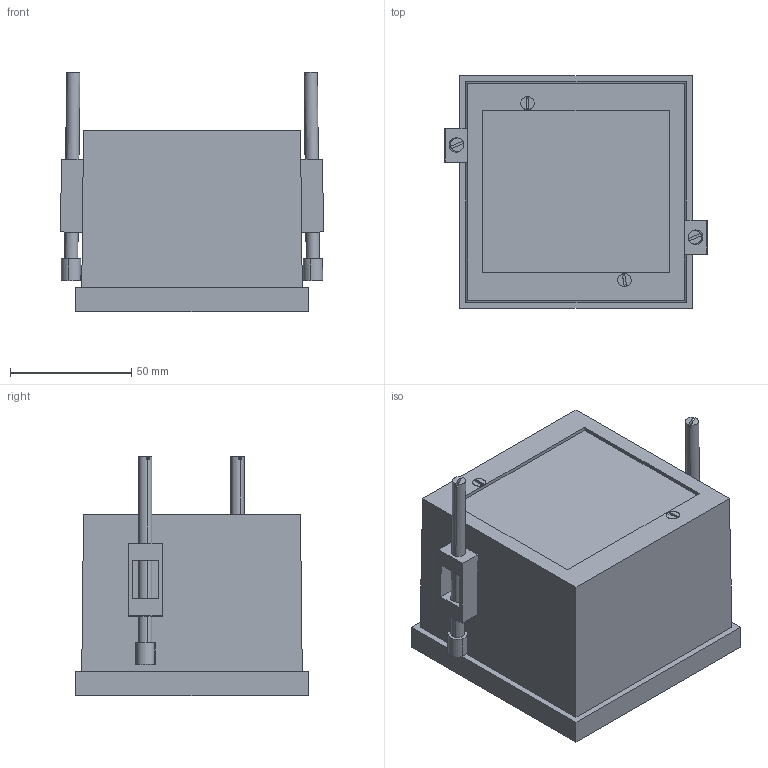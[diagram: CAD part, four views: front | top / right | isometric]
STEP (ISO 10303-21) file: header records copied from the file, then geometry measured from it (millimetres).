
FILE_DESCRIPTION (( 'STEP AP214' ), '1' );
FILE_NAME ('IC-065-03.STEP', '2022-01-17T14:16:19', ( '' ), ( '' ), 'SwSTEP 2.0', 'SolidWorks 2017', '' );
FILE_SCHEMA (( 'AUTOMOTIVE_DESIGN' ));
Length unit declared in the file: millimetre
Products named in the file (38): Screw-Countershank-Small; Clamp-Metal-065; Screw-Countershank; Front Plate FP-96-00; BrassInsert; Clamp-Plastic-2; Angels MAG-065; Metal Plate MPL-065; Clamp-Plastic-1; IC-065-03; Case IC-065; Clamp-065; Back Plate BP-96-00
Assembly tree (24 placements, depth 3):
  Screw-Countershank-Small
  Screw-Countershank-Small
  Screw-Countershank
  Front Plate FP-96-00
  Screw-Countershank-Small
Bounding box: 108.46 x 96 x 98.98 mm (x, y, z)
Volume: 116978.3 mm3; surface area: 116926.8 mm2
Topology: 24 solids, 24 shells, 487 faces, 1184 edges, 770 vertices
Faces by surface type: plane 301, cylinder 142, cone 44
Entity records: 9594 total; most frequent: DIRECTION 1536, CARTESIAN_POINT 1528, ORIENTED_EDGE 1436, EDGE_CURVE 718, VECTOR 524, LINE 524, AXIS2_PLACEMENT_3D 506, VERTEX_POINT 466
